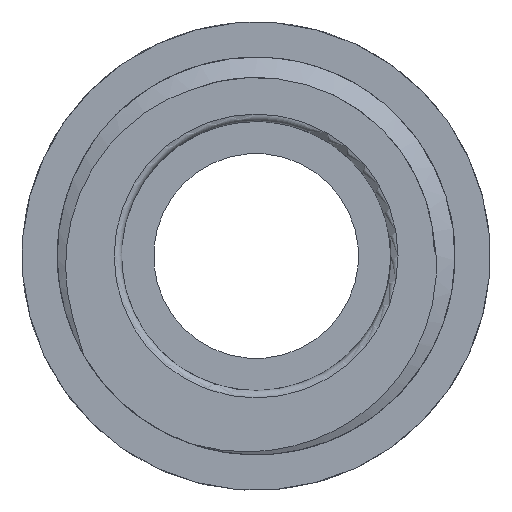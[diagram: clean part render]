
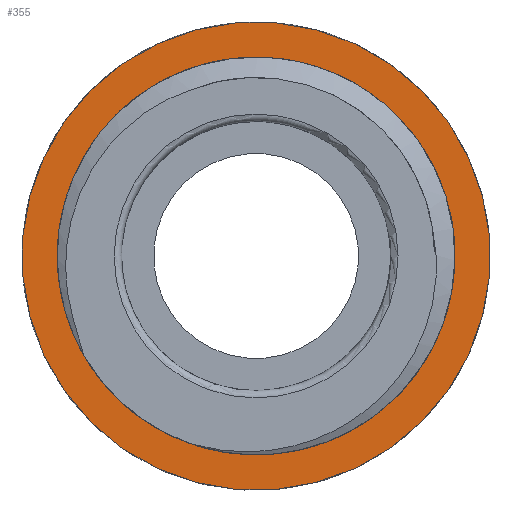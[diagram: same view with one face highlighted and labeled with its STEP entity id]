
A CAD part, left-side view. The second image highlights one B-rep face of the part: STEP entity #355.
In plain terms, the highlighted planar face has unit normal (-1, 0, 0).
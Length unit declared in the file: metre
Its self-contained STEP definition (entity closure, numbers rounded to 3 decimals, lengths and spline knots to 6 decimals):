
#20=FACE_BOUND('',#73,.T.);
#24=PLANE('',#408);
#48=FACE_OUTER_BOUND('',#72,.T.);
#72=EDGE_LOOP('',(#317));
#73=EDGE_LOOP('',(#318,#319,#320,#321,#322));
#77=CIRCLE('',#380,0.0122);
#78=CIRCLE('',#382,0.0122);
#79=CIRCLE('',#384,0.01359);
#84=CIRCLE('',#392,0.016);
#112=B_SPLINE_CURVE_WITH_KNOTS('',3,(#2237,#2238,#2239,#2240,#2241,#2242,
#2243,#2244,#2245,#2246,#2247,#2248,#2249,#2250),.UNSPECIFIED.,.F.,.F.,
(4,2,2,2,2,2,4),(0.000001,0.611929,1.478163,
2.04615,2.483871,2.980907,3.160111),
 .UNSPECIFIED.);
#113=B_SPLINE_CURVE_WITH_KNOTS('',3,(#2953,#2954,#2955,#2956,#2957,#2958,
#2959,#2960,#2961,#2962,#2963,#2964,#2965,#2966),.UNSPECIFIED.,.F.,.F.,
(4,2,2,2,2,2,4),(0.000001,0.409585,0.811017,
1.400964,2.204502,2.789177,3.242213),
 .UNSPECIFIED.);
#152=VERTEX_POINT('',#1061);
#154=VERTEX_POINT('',#1064);
#155=VERTEX_POINT('',#1179);
#156=VERTEX_POINT('',#1196);
#157=VERTEX_POINT('',#1233);
#162=VERTEX_POINT('',#1284);
#191=EDGE_CURVE('',#154,#152,#77,.F.);
#195=EDGE_CURVE('',#152,#155,#78,.F.);
#197=EDGE_CURVE('',#156,#157,#79,.F.);
#205=EDGE_CURVE('',#162,#162,#84,.T.);
#219=EDGE_CURVE('',#154,#156,#112,.T.);
#220=EDGE_CURVE('',#155,#157,#113,.F.);
#317=ORIENTED_EDGE('',*,*,#205,.F.);
#318=ORIENTED_EDGE('',*,*,#191,.T.);
#319=ORIENTED_EDGE('',*,*,#195,.T.);
#320=ORIENTED_EDGE('',*,*,#220,.T.);
#321=ORIENTED_EDGE('',*,*,#197,.F.);
#322=ORIENTED_EDGE('',*,*,#219,.F.);
#355=ADVANCED_FACE('',(#48,#20),#24,.T.);
#380=AXIS2_PLACEMENT_3D('',#1065,#438,#439);
#382=AXIS2_PLACEMENT_3D('',#1194,#442,#443);
#384=AXIS2_PLACEMENT_3D('',#1234,#446,#447);
#392=AXIS2_PLACEMENT_3D('',#1285,#464,#465);
#408=AXIS2_PLACEMENT_3D('',#2967,#498,#499);
#438=DIRECTION('center_axis',(-1.,0.,0.));
#439=DIRECTION('ref_axis',(0.,0.707,-0.707));
#442=DIRECTION('center_axis',(-1.,0.,0.));
#443=DIRECTION('ref_axis',(0.,0.707,-0.707));
#446=DIRECTION('center_axis',(1.,0.,0.));
#447=DIRECTION('ref_axis',(0.,0.707,-0.707));
#464=DIRECTION('center_axis',(1.,0.,0.));
#465=DIRECTION('ref_axis',(0.,0.707,-0.707));
#498=DIRECTION('center_axis',(-1.,0.,0.));
#499=DIRECTION('ref_axis',(0.,0.707,0.707));
#1061=CARTESIAN_POINT('',(0.294865,0.009308,0.006467));
#1064=CARTESIAN_POINT('',(0.294865,0.011573,0.00825));
#1065=CARTESIAN_POINT('Origin',(0.294865,0.017934,-0.00216));
#1179=CARTESIAN_POINT('',(0.294865,0.009089,-0.010563));
#1194=CARTESIAN_POINT('Origin',(0.294865,0.017934,-0.00216));
#1196=CARTESIAN_POINT('',(0.294865,0.031508,-0.001503));
#1233=CARTESIAN_POINT('',(0.294865,0.030887,-0.006272));
#1234=CARTESIAN_POINT('Origin',(0.294865,0.017934,-0.00216));
#1284=CARTESIAN_POINT('',(0.294865,0.006618,0.009144));
#1285=CARTESIAN_POINT('Origin',(0.294865,0.017932,-0.00217));
#2237=CARTESIAN_POINT('Ctrl Pts',(0.294865,0.011573,
0.00825));
#2238=CARTESIAN_POINT('Ctrl Pts',(0.294865,0.013251,
0.00941));
#2239=CARTESIAN_POINT('Ctrl Pts',(0.294865,0.014871,
0.009912));
#2240=CARTESIAN_POINT('Ctrl Pts',(0.294865,0.017636,0.010498));
#2241=CARTESIAN_POINT('Ctrl Pts',(0.294865,0.019292,
0.010515));
#2242=CARTESIAN_POINT('Ctrl Pts',(0.294865,0.021994,
0.010009));
#2243=CARTESIAN_POINT('Ctrl Pts',(0.294865,0.023693,
0.00956));
#2244=CARTESIAN_POINT('Ctrl Pts',(0.294865,0.026929,
0.007471));
#2245=CARTESIAN_POINT('Ctrl Pts',(0.294865,0.028161,
0.006287));
#2246=CARTESIAN_POINT('Ctrl Pts',(0.294865,0.030227,
0.003362));
#2247=CARTESIAN_POINT('Ctrl Pts',(0.294865,0.030886,
0.001707));
#2248=CARTESIAN_POINT('Ctrl Pts',(0.294865,0.031361,
-0.000378));
#2249=CARTESIAN_POINT('Ctrl Pts',(0.294865,0.031453,
-0.000939));
#2250=CARTESIAN_POINT('Ctrl Pts',(0.294865,0.031508,-0.001503));
#2953=CARTESIAN_POINT('Ctrl Pts',(0.294865,0.030887,-0.006272));
#2954=CARTESIAN_POINT('Ctrl Pts',(0.294865,0.030411,
-0.007552));
#2955=CARTESIAN_POINT('Ctrl Pts',(0.294865,0.02975,
-0.008743));
#2956=CARTESIAN_POINT('Ctrl Pts',(0.294865,0.02809,
-0.010881));
#2957=CARTESIAN_POINT('Ctrl Pts',(0.294865,0.027109,
-0.011817));
#2958=CARTESIAN_POINT('Ctrl Pts',(0.294865,0.024396,
-0.013709));
#2959=CARTESIAN_POINT('Ctrl Pts',(0.294865,0.022754,
-0.014312));
#2960=CARTESIAN_POINT('Ctrl Pts',(0.294865,0.019474,
-0.015038));
#2961=CARTESIAN_POINT('Ctrl Pts',(0.294865,0.017777,
-0.01497));
#2962=CARTESIAN_POINT('Ctrl Pts',(0.294865,0.015392,-0.014549));
#2963=CARTESIAN_POINT('Ctrl Pts',(0.294865,0.013931,
-0.014174));
#2964=CARTESIAN_POINT('Ctrl Pts',(0.294865,0.011116,
-0.012558));
#2965=CARTESIAN_POINT('Ctrl Pts',(0.294865,0.010008,
-0.011641));
#2966=CARTESIAN_POINT('Ctrl Pts',(0.294865,0.009089,
-0.010563));
#2967=CARTESIAN_POINT('Origin',(0.294865,0.04115,-0.019357));
